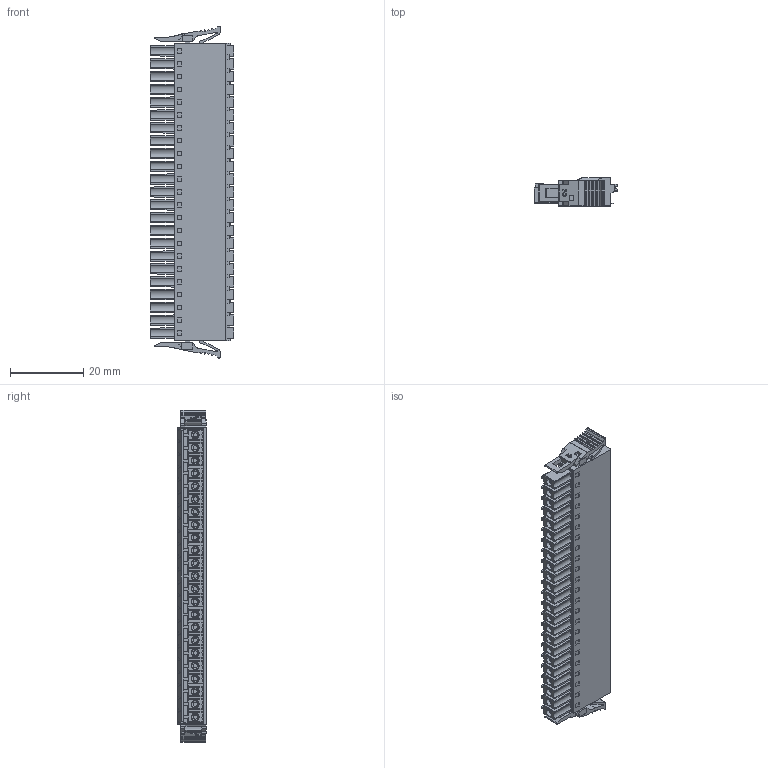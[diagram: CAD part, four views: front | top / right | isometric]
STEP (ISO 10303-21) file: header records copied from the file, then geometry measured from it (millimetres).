
FILE_DESCRIPTION((''),'2;1');
FILE_NAME('TLPSL-007-23P-X','2024-09-27T',('sheji'),(''),'PRO/ENGINEER BY PARAMETRIC TECHNOLOGY CORPORATION, 2015240','PRO/ENGINEER BY PARAMETRIC TECHNOLOGY CORPORATION, 2015240','');
FILE_SCHEMA(('CONFIG_CONTROL_DESIGN'));
Products named in the file (1): TLPSL-007-23P-X
Bounding box: 22.9 x 7.75 x 90.6 mm (x, y, z)
Volume: 9803.1 mm3; surface area: 9321 mm2
Topology: 1 solids, 22 shells, 2871 faces, 7675 edges, 4985 vertices
Faces by surface type: plane 1803, cylinder 818, cone 184, torus 46, extrusion 20
Entity records: 90657 total; most frequent: CARTESIAN_POINT 18372, ORIENTED_EDGE 15350, DIRECTION 14580, EDGE_CURVE 7675, VECTOR 5512, LINE 5492, VERTEX_POINT 4985, AXIS2_PLACEMENT_3D 4534
